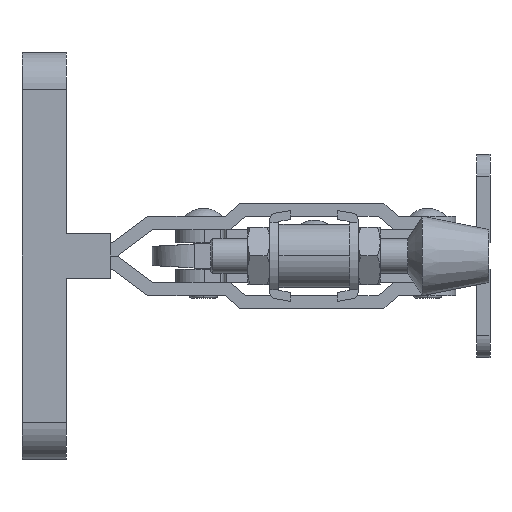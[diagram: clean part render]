
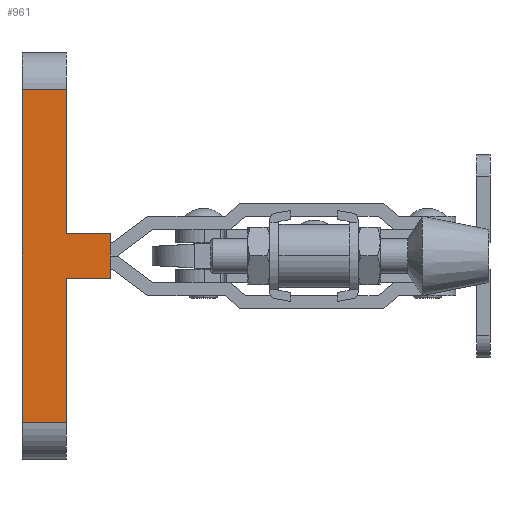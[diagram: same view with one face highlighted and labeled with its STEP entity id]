
A CAD part, left-side view. The second image highlights one B-rep face of the part: STEP entity #961.
In plain terms, the highlighted planar face has unit normal (-1, 0, 0).
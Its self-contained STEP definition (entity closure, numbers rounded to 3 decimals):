
#52 = CARTESIAN_POINT ( 'NONE',  ( -45.15, 96., 5. ) ) ;
#109 = CARTESIAN_POINT ( 'NONE',  ( -45.15, 85.99, 5. ) ) ;
#517 = DIRECTION ( 'NONE',  ( -1., 0., 0. ) ) ;
#736 = VECTOR ( 'NONE', #7208, 1000. ) ;
#911 = VECTOR ( 'NONE', #4112, 1000. ) ;
#961 = ADVANCED_FACE ( 'NONE', ( #7874 ), #8972, .T. ) ;
#999 = VECTOR ( 'NONE', #7110, 1000. ) ;
#1112 = ORIENTED_EDGE ( 'NONE', *, *, #3126, .F. ) ;
#1283 = VECTOR ( 'NONE', #8324, 1000. ) ;
#1495 = CARTESIAN_POINT ( 'NONE',  ( -45.15, 85.99, -37.65 ) ) ;
#1579 = VERTEX_POINT ( 'NONE', #5049 ) ;
#1745 = DIRECTION ( 'NONE',  ( 0., 0., -1. ) ) ;
#2055 = EDGE_LOOP ( 'NONE', ( #3062, #3941, #4804, #7649, #1112, #5928, #6410, #10496 ) ) ;
#2059 = LINE ( 'NONE', #5866, #6586 ) ;
#2185 = EDGE_CURVE ( 'NONE', #11082, #10501, #3533, .T. ) ;
#2677 = EDGE_CURVE ( 'NONE', #10501, #3969, #2059, .T. ) ;
#2849 = CARTESIAN_POINT ( 'NONE',  ( -45.15, 96., -5. ) ) ;
#2980 = CARTESIAN_POINT ( 'NONE',  ( -45.15, 85.99, -37.65 ) ) ;
#3062 = ORIENTED_EDGE ( 'NONE', *, *, #11035, .F. ) ;
#3126 = EDGE_CURVE ( 'NONE', #3969, #3698, #5547, .T. ) ;
#3236 = EDGE_CURVE ( 'NONE', #8187, #1579, #5141, .T. ) ;
#3533 = LINE ( 'NONE', #2849, #999 ) ;
#3689 = CARTESIAN_POINT ( 'NONE',  ( -45.15, 96., -5. ) ) ;
#3698 = VERTEX_POINT ( 'NONE', #5341 ) ;
#3699 = CARTESIAN_POINT ( 'NONE',  ( -45.15, 85.99, 37.65 ) ) ;
#3860 = EDGE_CURVE ( 'NONE', #3698, #5400, #8091, .T. ) ;
#3941 = ORIENTED_EDGE ( 'NONE', *, *, #3236, .F. ) ;
#3969 = VERTEX_POINT ( 'NONE', #4040 ) ;
#3983 = CARTESIAN_POINT ( 'NONE',  ( -45.15, 96., 37.65 ) ) ;
#4032 = LINE ( 'NONE', #9700, #8606 ) ;
#4040 = CARTESIAN_POINT ( 'NONE',  ( -45.15, 96., -37.65 ) ) ;
#4112 = DIRECTION ( 'NONE',  ( 0., 1., 0. ) ) ;
#4253 = LINE ( 'NONE', #3699, #911 ) ;
#4497 = DIRECTION ( 'NONE',  ( 0., -1., 0. ) ) ;
#4638 = VECTOR ( 'NONE', #9530, 1000. ) ;
#4804 = ORIENTED_EDGE ( 'NONE', *, *, #6555, .T. ) ;
#5049 = CARTESIAN_POINT ( 'NONE',  ( -45.15, 96., 5. ) ) ;
#5141 = LINE ( 'NONE', #52, #9794 ) ;
#5341 = CARTESIAN_POINT ( 'NONE',  ( -45.15, 106., -37.65 ) ) ;
#5400 = VERTEX_POINT ( 'NONE', #9815 ) ;
#5547 = LINE ( 'NONE', #2980, #736 ) ;
#5866 = CARTESIAN_POINT ( 'NONE',  ( -45.15, 96., -49.893 ) ) ;
#5902 = CARTESIAN_POINT ( 'NONE',  ( -45.15, 106., -37.65 ) ) ;
#5928 = ORIENTED_EDGE ( 'NONE', *, *, #2677, .F. ) ;
#6410 = ORIENTED_EDGE ( 'NONE', *, *, #2185, .F. ) ;
#6555 = EDGE_CURVE ( 'NONE', #8187, #5400, #4253, .T. ) ;
#6586 = VECTOR ( 'NONE', #8200, 1000. ) ;
#6776 = EDGE_CURVE ( 'NONE', #11082, #7425, #8131, .T. ) ;
#7110 = DIRECTION ( 'NONE',  ( 0., 1., 0. ) ) ;
#7208 = DIRECTION ( 'NONE',  ( 0., 1., 0. ) ) ;
#7425 = VERTEX_POINT ( 'NONE', #109 ) ;
#7649 = ORIENTED_EDGE ( 'NONE', *, *, #3860, .F. ) ;
#7874 = FACE_OUTER_BOUND ( 'NONE', #2055, .T. ) ;
#7948 = CARTESIAN_POINT ( 'NONE',  ( -45.15, 85.99, -5. ) ) ;
#8091 = LINE ( 'NONE', #5902, #1283 ) ;
#8131 = LINE ( 'NONE', #10176, #4638 ) ;
#8187 = VERTEX_POINT ( 'NONE', #3983 ) ;
#8200 = DIRECTION ( 'NONE',  ( 0., 0., -1. ) ) ;
#8324 = DIRECTION ( 'NONE',  ( 0., 0., 1. ) ) ;
#8606 = VECTOR ( 'NONE', #4497, 1000. ) ;
#8972 = PLANE ( 'NONE',  #10337 ) ;
#9530 = DIRECTION ( 'NONE',  ( 0., 0., 1. ) ) ;
#9700 = CARTESIAN_POINT ( 'NONE',  ( -45.15, 84.058, 5. ) ) ;
#9794 = VECTOR ( 'NONE', #1745, 1000. ) ;
#9815 = CARTESIAN_POINT ( 'NONE',  ( -45.15, 106., 37.65 ) ) ;
#10176 = CARTESIAN_POINT ( 'NONE',  ( -45.15, 85.99, -37.65 ) ) ;
#10337 = AXIS2_PLACEMENT_3D ( 'NONE', #1495, #517, #11136 ) ;
#10496 = ORIENTED_EDGE ( 'NONE', *, *, #6776, .T. ) ;
#10501 = VERTEX_POINT ( 'NONE', #3689 ) ;
#11035 = EDGE_CURVE ( 'NONE', #1579, #7425, #4032, .T. ) ;
#11082 = VERTEX_POINT ( 'NONE', #7948 ) ;
#11136 = DIRECTION ( 'NONE',  ( 0., 0., 1. ) ) ;
